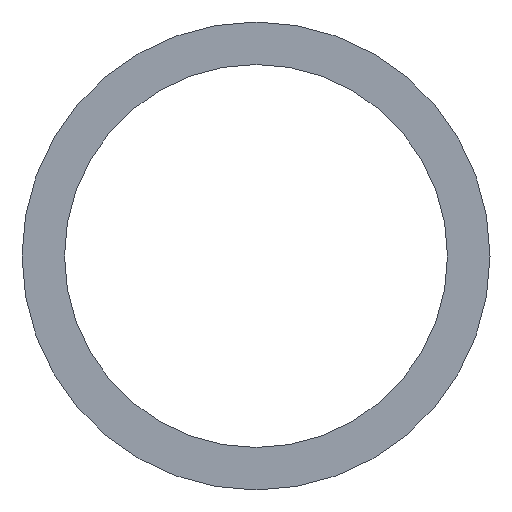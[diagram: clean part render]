
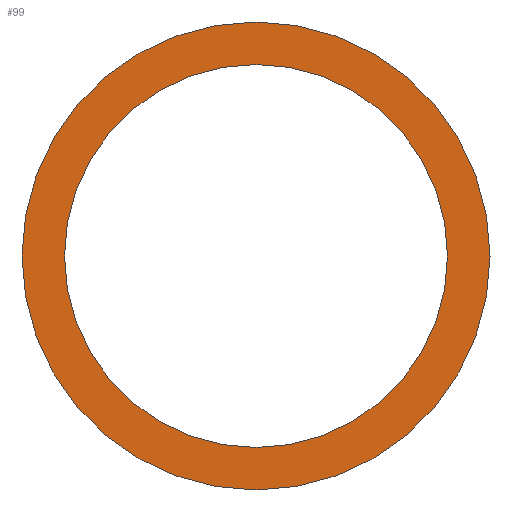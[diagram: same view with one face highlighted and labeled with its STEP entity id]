
A CAD part, left-side view. The second image highlights one B-rep face of the part: STEP entity #99.
In plain terms, the highlighted planar face has unit normal (-1, 0, 0).
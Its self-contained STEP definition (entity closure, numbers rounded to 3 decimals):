
#51 = EDGE_CURVE( '', #73, #91, #121, .T. );
#63 = EDGE_CURVE( '', #75, #101, #136, .T. );
#67 = EDGE_CURVE( '', #91, #73, #140, .T. );
#73 = VERTEX_POINT( '', #146 );
#75 = VERTEX_POINT( '', #148 );
#91 = VERTEX_POINT( '', #167 );
#99 = ADVANCED_FACE( '', ( #175, #176 ), #177, .F. );
#101 = VERTEX_POINT( '', #179 );
#103 = EDGE_CURVE( '', #101, #75, #181, .T. );
#121 = CIRCLE( '', #190, 327.4 );
#136 = CIRCLE( '', #207, 400. );
#140 = CIRCLE( '', #214, 327.4 );
#146 = CARTESIAN_POINT( '', ( 0., 0., 327.4 ) );
#148 = CARTESIAN_POINT( '', ( 0., 0., 400. ) );
#167 = CARTESIAN_POINT( '', ( 0., 0., -327.4 ) );
#175 = FACE_OUTER_BOUND( '', #257, .T. );
#176 = FACE_BOUND( '', #258, .T. );
#177 = PLANE( '', #259 );
#179 = CARTESIAN_POINT( '', ( 0., 0., -400. ) );
#181 = CIRCLE( '', #264, 400. );
#190 = AXIS2_PLACEMENT_3D( '', #266, #267, #268 );
#207 = AXIS2_PLACEMENT_3D( '', #288, #289, #290 );
#214 = AXIS2_PLACEMENT_3D( '', #292, #293, #294 );
#257 = EDGE_LOOP( '', ( #333, #334 ) );
#258 = EDGE_LOOP( '', ( #335, #336 ) );
#259 = AXIS2_PLACEMENT_3D( '', #337, #338, #339 );
#264 = AXIS2_PLACEMENT_3D( '', #340, #341, #342 );
#266 = CARTESIAN_POINT( '', ( 0., 0., 0. ) );
#267 = DIRECTION( '', ( 1., 0., 0. ) );
#268 = DIRECTION( '', ( 0., 0., -1. ) );
#288 = CARTESIAN_POINT( '', ( 0., 0., 0. ) );
#289 = DIRECTION( '', ( 1., 0., 0. ) );
#290 = DIRECTION( '', ( 0., 0., -1. ) );
#292 = CARTESIAN_POINT( '', ( 0., 0., 0. ) );
#293 = DIRECTION( '', ( 1., 0., 0. ) );
#294 = DIRECTION( '', ( 0., 0., -1. ) );
#333 = ORIENTED_EDGE( '', *, *, #103, .F. );
#334 = ORIENTED_EDGE( '', *, *, #63, .F. );
#335 = ORIENTED_EDGE( '', *, *, #67, .T. );
#336 = ORIENTED_EDGE( '', *, *, #51, .T. );
#337 = CARTESIAN_POINT( '', ( 0., 0., 0. ) );
#338 = DIRECTION( '', ( 1., 0., 0. ) );
#339 = DIRECTION( '', ( 0., 0., -1. ) );
#340 = CARTESIAN_POINT( '', ( 0., 0., 0. ) );
#341 = DIRECTION( '', ( 1., 0., 0. ) );
#342 = DIRECTION( '', ( 0., 0., -1. ) );
